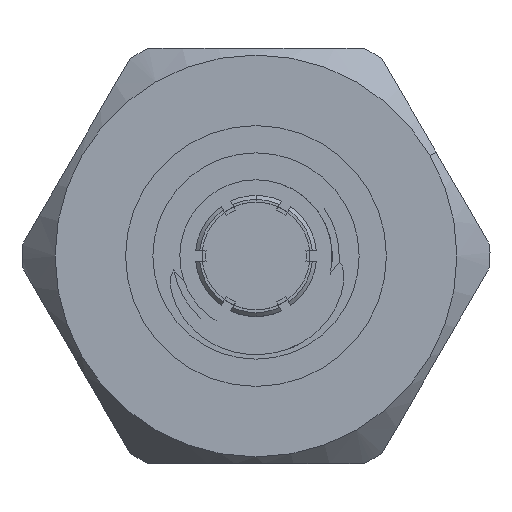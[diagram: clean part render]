
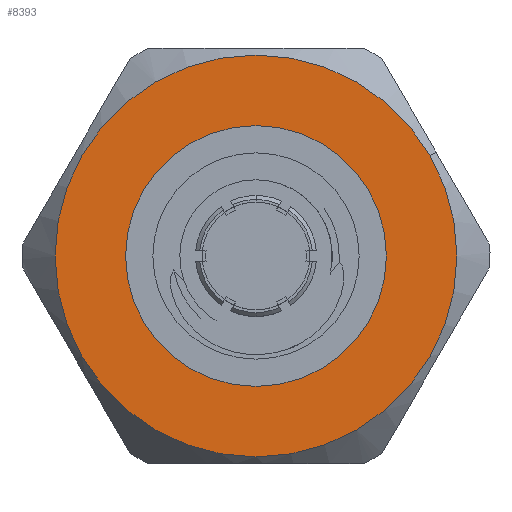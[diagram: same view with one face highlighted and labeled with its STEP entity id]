
A CAD part, left-side view. The second image highlights one B-rep face of the part: STEP entity #8393.
In plain terms, the highlighted face is planar.
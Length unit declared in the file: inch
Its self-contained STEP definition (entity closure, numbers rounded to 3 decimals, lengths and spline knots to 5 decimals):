
#42 = ORIENTED_EDGE ( 'NONE', *, *, #7940, .F. ) ;
#105 = DIRECTION ( 'NONE',  ( 0., -1., 0. ) ) ;
#169 = CARTESIAN_POINT ( 'NONE',  ( 0.33945, 0.0449, -0.078 ) ) ;
#240 = AXIS2_PLACEMENT_3D ( 'NONE', #8150, #6477, #7375 ) ;
#486 = EDGE_CURVE ( 'NONE', #10007, #7289, #4879, .T. ) ;
#610 = ORIENTED_EDGE ( 'NONE', *, *, #5172, .F. ) ;
#784 = PLANE ( 'NONE',  #9974 ) ;
#826 = VERTEX_POINT ( 'NONE', #3145 ) ;
#1064 = EDGE_CURVE ( 'NONE', #826, #10111, #2922, .T. ) ;
#1066 = CARTESIAN_POINT ( 'NONE',  ( 0.33945, 0., 0. ) ) ;
#1260 = VECTOR ( 'NONE', #105, 39.37008 ) ;
#2066 = EDGE_CURVE ( 'NONE', #4850, #7289, #9019, .T. ) ;
#2105 = AXIS2_PLACEMENT_3D ( 'NONE', #1066, #3445, #2571 ) ;
#2338 = FACE_OUTER_BOUND ( 'NONE', #7769, .T. ) ;
#2442 = DIRECTION ( 'NONE',  ( 0., 0.866, 0.5 ) ) ;
#2460 = EDGE_CURVE ( 'NONE', #4850, #7233, #7985, .T. ) ;
#2571 = DIRECTION ( 'NONE',  ( 0., 1., 0. ) ) ;
#2729 = CARTESIAN_POINT ( 'NONE',  ( 0.33945, -0.0449, 0.078 ) ) ;
#2771 = CARTESIAN_POINT ( 'NONE',  ( 0.33945, 0.13077, 0.0755 ) ) ;
#2922 = CIRCLE ( 'NONE', #5081, 0.151 ) ;
#3145 = CARTESIAN_POINT ( 'NONE',  ( 0.33945, -0.13077, -0.0755 ) ) ;
#3445 = DIRECTION ( 'NONE',  ( 1., 0., 0. ) ) ;
#3865 = CARTESIAN_POINT ( 'NONE',  ( 0.33945, 0.0449, 0.078 ) ) ;
#3937 = CARTESIAN_POINT ( 'NONE',  ( 0.33945, 0.1523, 0.08793 ) ) ;
#3949 = ORIENTED_EDGE ( 'NONE', *, *, #1064, .F. ) ;
#4080 = CARTESIAN_POINT ( 'NONE',  ( 0.33945, -0.0449, -0.078 ) ) ;
#4286 = DIRECTION ( 'NONE',  ( 0., -0.866, -0.5 ) ) ;
#4850 = VERTEX_POINT ( 'NONE', #2729 ) ;
#4879 = LINE ( 'NONE', #7197, #1260 ) ;
#4937 = CARTESIAN_POINT ( 'NONE',  ( 0.33945, -0.20444, 0.078 ) ) ;
#5081 = AXIS2_PLACEMENT_3D ( 'NONE', #5882, #7339, #4286 ) ;
#5172 = EDGE_CURVE ( 'NONE', #10111, #826, #9617, .T. ) ;
#5641 = DIRECTION ( 'NONE',  ( 0., 1., 0. ) ) ;
#5664 = ORIENTED_EDGE ( 'NONE', *, *, #2460, .T. ) ;
#5709 = CARTESIAN_POINT ( 'NONE',  ( 0.33945, 0., 0. ) ) ;
#5755 = EDGE_LOOP ( 'NONE', ( #5664, #42, #5801, #9518 ) ) ;
#5801 = ORIENTED_EDGE ( 'NONE', *, *, #486, .T. ) ;
#5882 = CARTESIAN_POINT ( 'NONE',  ( 0.33945, 0., 0. ) ) ;
#6448 = AXIS2_PLACEMENT_3D ( 'NONE', #5709, #9610, #8884 ) ;
#6477 = DIRECTION ( 'NONE',  ( 1., 0., 0. ) ) ;
#7197 = CARTESIAN_POINT ( 'NONE',  ( 0.33945, -0.20444, -0.078 ) ) ;
#7233 = VERTEX_POINT ( 'NONE', #3865 ) ;
#7289 = VERTEX_POINT ( 'NONE', #4080 ) ;
#7339 = DIRECTION ( 'NONE',  ( -1., 0., 0. ) ) ;
#7375 = DIRECTION ( 'NONE',  ( 0., 1., 0. ) ) ;
#7769 = EDGE_LOOP ( 'NONE', ( #3949, #610 ) ) ;
#7940 = EDGE_CURVE ( 'NONE', #10007, #7233, #10214, .T. ) ;
#7953 = DIRECTION ( 'NONE',  ( 1., 0., 0. ) ) ;
#7985 = LINE ( 'NONE', #4937, #9187 ) ;
#8150 = CARTESIAN_POINT ( 'NONE',  ( 0.33945, 0., 0. ) ) ;
#8393 = ADVANCED_FACE ( 'NONE', ( #9593, #2338 ), #784, .T. ) ;
#8884 = DIRECTION ( 'NONE',  ( 0., -0.866, -0.5 ) ) ;
#9019 = CIRCLE ( 'NONE', #240, 0.09 ) ;
#9187 = VECTOR ( 'NONE', #5641, 39.37008 ) ;
#9518 = ORIENTED_EDGE ( 'NONE', *, *, #2066, .F. ) ;
#9593 = FACE_BOUND ( 'NONE', #5755, .T. ) ;
#9610 = DIRECTION ( 'NONE',  ( -1., 0., 0. ) ) ;
#9617 = CIRCLE ( 'NONE', #6448, 0.151 ) ;
#9974 = AXIS2_PLACEMENT_3D ( 'NONE', #3937, #7953, #2442 ) ;
#10007 = VERTEX_POINT ( 'NONE', #169 ) ;
#10111 = VERTEX_POINT ( 'NONE', #2771 ) ;
#10214 = CIRCLE ( 'NONE', #2105, 0.09 ) ;
